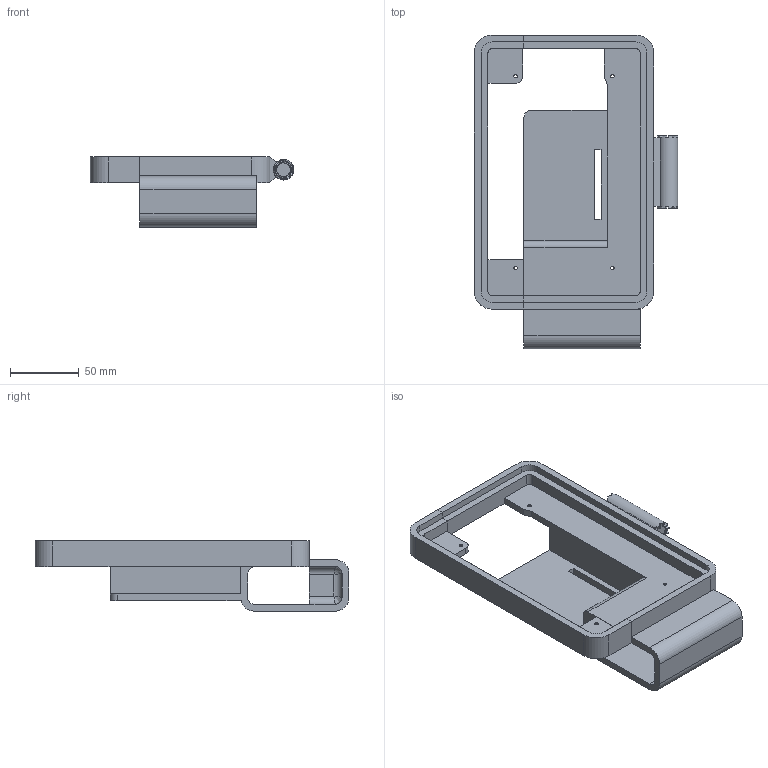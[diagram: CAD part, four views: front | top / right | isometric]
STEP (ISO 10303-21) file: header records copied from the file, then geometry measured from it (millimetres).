
FILE_DESCRIPTION(/* description */ ('STEP AP242','CAx-IF Rec.Pracs.---Representation and Presentation of Product Manufacturing Information (PMI)---4.0---2014-10-13','CAx-IF Rec.Pracs.---3D Tessellated Geometry---0.4---2014-09-14','2;1'),/* implementation_level */ '2;1');
FILE_NAME(/* name */ '682d0e33e67b445e75369783',/* time_stamp */ '2025-05-20T23:20:19Z',/* author */ (''),/* organization */ (''),/* preprocessor_version */ 'ST-DEVELOPER v20',/* originating_system */ 'ONSHAPE BY PTC INC, 1.198',/* authorisation */ ' ');
FILE_SCHEMA (('AP242_MANAGED_MODEL_BASED_3D_ENGINEERING_MIM_LF { 1 0 10303 442 1 1 4 }'));
Length unit declared in the file: metre
Products named in the file (2): casetop
Bounding box: 148.5 x 229 x 51.25 mm (x, y, z)
Volume: 249292.6 mm3; surface area: 93465.6 mm2
Topology: 2 solids, 2 shells, 246 faces, 700 edges, 460 vertices
Faces by surface type: bspline 123, plane 65, cylinder 58
Full cylindrical faces by diameter (mm): 2.5 x4, 5 x4
Entity records: 9018 total; most frequent: CARTESIAN_POINT 3615, ORIENTED_EDGE 1378, EDGE_CURVE 689, DIRECTION 671, VERTEX_POINT 460, B_SPLINE_CURVE_WITH_KNOTS 380, EDGE_LOOP 271, FACE_BOUND 271
